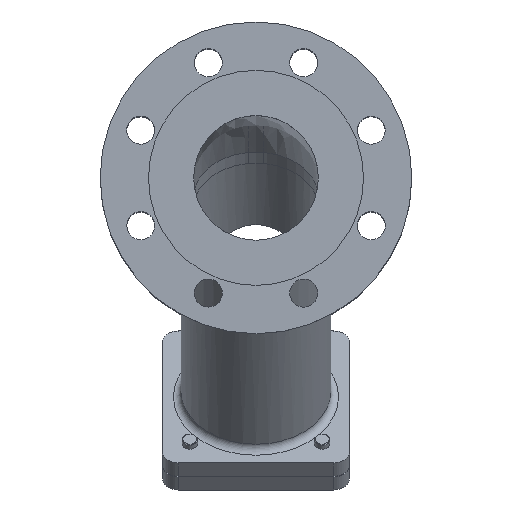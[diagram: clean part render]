
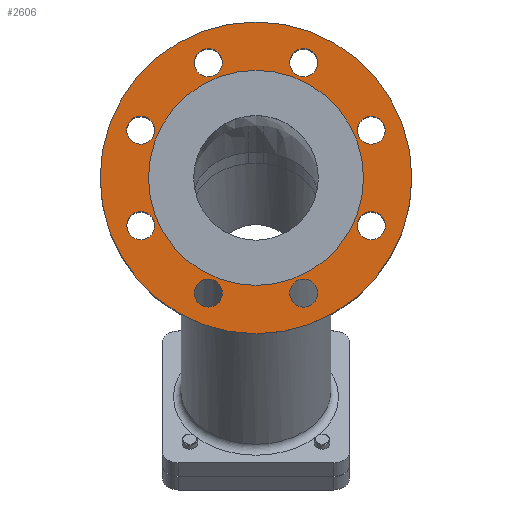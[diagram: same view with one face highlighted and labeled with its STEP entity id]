
A CAD part, top view. The second image highlights one B-rep face of the part: STEP entity #2606.
In plain terms, the highlighted planar face has unit normal (0, 0, 1).
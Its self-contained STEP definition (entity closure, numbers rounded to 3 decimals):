
#95=FACE_BOUND('',#881,.T.);
#96=FACE_BOUND('',#882,.T.);
#97=FACE_BOUND('',#883,.T.);
#98=FACE_BOUND('',#884,.T.);
#99=FACE_BOUND('',#885,.T.);
#100=FACE_BOUND('',#886,.T.);
#101=FACE_BOUND('',#887,.T.);
#102=FACE_BOUND('',#888,.T.);
#103=FACE_BOUND('',#889,.T.);
#586=PLANE('',#2891);
#701=FACE_OUTER_BOUND('',#880,.T.);
#880=EDGE_LOOP('',(#2338,#2339));
#881=EDGE_LOOP('',(#2340,#2341));
#882=EDGE_LOOP('',(#2342,#2343));
#883=EDGE_LOOP('',(#2344,#2345));
#884=EDGE_LOOP('',(#2346,#2347));
#885=EDGE_LOOP('',(#2348,#2349));
#886=EDGE_LOOP('',(#2350,#2351));
#887=EDGE_LOOP('',(#2352,#2353));
#888=EDGE_LOOP('',(#2354,#2355));
#889=EDGE_LOOP('',(#2356,#2357));
#1033=CIRCLE('',#2889,100.);
#1034=CIRCLE('',#2890,100.);
#1035=CIRCLE('',#2892,9.);
#1036=CIRCLE('',#2893,9.);
#1037=CIRCLE('',#2894,9.);
#1038=CIRCLE('',#2895,9.);
#1039=CIRCLE('',#2896,9.);
#1040=CIRCLE('',#2897,9.);
#1041=CIRCLE('',#2898,9.);
#1042=CIRCLE('',#2899,9.);
#1043=CIRCLE('',#2900,9.);
#1044=CIRCLE('',#2901,9.);
#1045=CIRCLE('',#2902,9.);
#1046=CIRCLE('',#2903,9.);
#1047=CIRCLE('',#2904,9.);
#1048=CIRCLE('',#2905,9.);
#1049=CIRCLE('',#2906,9.);
#1050=CIRCLE('',#2907,9.);
#1051=CIRCLE('',#2908,69.);
#1052=CIRCLE('',#2909,69.);
#1301=VERTEX_POINT('',#4549);
#1302=VERTEX_POINT('',#4551);
#1303=VERTEX_POINT('',#4555);
#1304=VERTEX_POINT('',#4556);
#1305=VERTEX_POINT('',#4559);
#1306=VERTEX_POINT('',#4560);
#1307=VERTEX_POINT('',#4563);
#1308=VERTEX_POINT('',#4564);
#1309=VERTEX_POINT('',#4567);
#1310=VERTEX_POINT('',#4568);
#1311=VERTEX_POINT('',#4571);
#1312=VERTEX_POINT('',#4572);
#1313=VERTEX_POINT('',#4575);
#1314=VERTEX_POINT('',#4576);
#1315=VERTEX_POINT('',#4579);
#1316=VERTEX_POINT('',#4580);
#1317=VERTEX_POINT('',#4583);
#1318=VERTEX_POINT('',#4584);
#1319=VERTEX_POINT('',#4587);
#1320=VERTEX_POINT('',#4588);
#1659=EDGE_CURVE('',#1301,#1302,#1033,.T.);
#1660=EDGE_CURVE('',#1302,#1301,#1034,.T.);
#1661=EDGE_CURVE('',#1303,#1304,#1035,.T.);
#1662=EDGE_CURVE('',#1304,#1303,#1036,.T.);
#1663=EDGE_CURVE('',#1305,#1306,#1037,.T.);
#1664=EDGE_CURVE('',#1306,#1305,#1038,.T.);
#1665=EDGE_CURVE('',#1307,#1308,#1039,.T.);
#1666=EDGE_CURVE('',#1308,#1307,#1040,.T.);
#1667=EDGE_CURVE('',#1309,#1310,#1041,.T.);
#1668=EDGE_CURVE('',#1310,#1309,#1042,.T.);
#1669=EDGE_CURVE('',#1311,#1312,#1043,.T.);
#1670=EDGE_CURVE('',#1312,#1311,#1044,.T.);
#1671=EDGE_CURVE('',#1313,#1314,#1045,.T.);
#1672=EDGE_CURVE('',#1314,#1313,#1046,.T.);
#1673=EDGE_CURVE('',#1315,#1316,#1047,.T.);
#1674=EDGE_CURVE('',#1316,#1315,#1048,.T.);
#1675=EDGE_CURVE('',#1317,#1318,#1049,.T.);
#1676=EDGE_CURVE('',#1318,#1317,#1050,.T.);
#1677=EDGE_CURVE('',#1319,#1320,#1051,.T.);
#1678=EDGE_CURVE('',#1320,#1319,#1052,.T.);
#2338=ORIENTED_EDGE('',*,*,#1660,.F.);
#2339=ORIENTED_EDGE('',*,*,#1659,.F.);
#2340=ORIENTED_EDGE('',*,*,#1661,.T.);
#2341=ORIENTED_EDGE('',*,*,#1662,.T.);
#2342=ORIENTED_EDGE('',*,*,#1663,.T.);
#2343=ORIENTED_EDGE('',*,*,#1664,.T.);
#2344=ORIENTED_EDGE('',*,*,#1665,.T.);
#2345=ORIENTED_EDGE('',*,*,#1666,.T.);
#2346=ORIENTED_EDGE('',*,*,#1667,.T.);
#2347=ORIENTED_EDGE('',*,*,#1668,.T.);
#2348=ORIENTED_EDGE('',*,*,#1669,.T.);
#2349=ORIENTED_EDGE('',*,*,#1670,.T.);
#2350=ORIENTED_EDGE('',*,*,#1671,.T.);
#2351=ORIENTED_EDGE('',*,*,#1672,.T.);
#2352=ORIENTED_EDGE('',*,*,#1673,.T.);
#2353=ORIENTED_EDGE('',*,*,#1674,.T.);
#2354=ORIENTED_EDGE('',*,*,#1675,.T.);
#2355=ORIENTED_EDGE('',*,*,#1676,.T.);
#2356=ORIENTED_EDGE('',*,*,#1677,.T.);
#2357=ORIENTED_EDGE('',*,*,#1678,.T.);
#2606=ADVANCED_FACE('',(#701,#95,#96,#97,#98,#99,#100,#101,#102,#103),#586,
 .T.);
#2889=AXIS2_PLACEMENT_3D('',#4552,#3589,#3590);
#2890=AXIS2_PLACEMENT_3D('',#4553,#3591,#3592);
#2891=AXIS2_PLACEMENT_3D('',#4554,#3593,#3594);
#2892=AXIS2_PLACEMENT_3D('',#4557,#3595,#3596);
#2893=AXIS2_PLACEMENT_3D('',#4558,#3597,#3598);
#2894=AXIS2_PLACEMENT_3D('',#4561,#3599,#3600);
#2895=AXIS2_PLACEMENT_3D('',#4562,#3601,#3602);
#2896=AXIS2_PLACEMENT_3D('',#4565,#3603,#3604);
#2897=AXIS2_PLACEMENT_3D('',#4566,#3605,#3606);
#2898=AXIS2_PLACEMENT_3D('',#4569,#3607,#3608);
#2899=AXIS2_PLACEMENT_3D('',#4570,#3609,#3610);
#2900=AXIS2_PLACEMENT_3D('',#4573,#3611,#3612);
#2901=AXIS2_PLACEMENT_3D('',#4574,#3613,#3614);
#2902=AXIS2_PLACEMENT_3D('',#4577,#3615,#3616);
#2903=AXIS2_PLACEMENT_3D('',#4578,#3617,#3618);
#2904=AXIS2_PLACEMENT_3D('',#4581,#3619,#3620);
#2905=AXIS2_PLACEMENT_3D('',#4582,#3621,#3622);
#2906=AXIS2_PLACEMENT_3D('',#4585,#3623,#3624);
#2907=AXIS2_PLACEMENT_3D('',#4586,#3625,#3626);
#2908=AXIS2_PLACEMENT_3D('',#4589,#3627,#3628);
#2909=AXIS2_PLACEMENT_3D('',#4590,#3629,#3630);
#3589=DIRECTION('center_axis',(0.,0.,-1.));
#3590=DIRECTION('ref_axis',(1.,0.,0.));
#3591=DIRECTION('center_axis',(0.,0.,-1.));
#3592=DIRECTION('ref_axis',(1.,0.,0.));
#3593=DIRECTION('center_axis',(0.,0.,1.));
#3594=DIRECTION('ref_axis',(1.,0.,0.));
#3595=DIRECTION('center_axis',(0.,0.,-1.));
#3596=DIRECTION('ref_axis',(0.707,0.707,0.));
#3597=DIRECTION('center_axis',(0.,0.,-1.));
#3598=DIRECTION('ref_axis',(0.707,0.707,0.));
#3599=DIRECTION('center_axis',(0.,0.,-1.));
#3600=DIRECTION('ref_axis',(0.,1.,0.));
#3601=DIRECTION('center_axis',(0.,0.,-1.));
#3602=DIRECTION('ref_axis',(0.,1.,0.));
#3603=DIRECTION('center_axis',(0.,0.,-1.));
#3604=DIRECTION('ref_axis',(-0.707,0.707,0.));
#3605=DIRECTION('center_axis',(0.,0.,-1.));
#3606=DIRECTION('ref_axis',(-0.707,0.707,0.));
#3607=DIRECTION('center_axis',(0.,0.,-1.));
#3608=DIRECTION('ref_axis',(-1.,0.,0.));
#3609=DIRECTION('center_axis',(0.,0.,-1.));
#3610=DIRECTION('ref_axis',(-1.,0.,0.));
#3611=DIRECTION('center_axis',(0.,0.,-1.));
#3612=DIRECTION('ref_axis',(-0.707,-0.707,0.));
#3613=DIRECTION('center_axis',(0.,0.,-1.));
#3614=DIRECTION('ref_axis',(-0.707,-0.707,0.));
#3615=DIRECTION('center_axis',(0.,0.,-1.));
#3616=DIRECTION('ref_axis',(0.,-1.,0.));
#3617=DIRECTION('center_axis',(0.,0.,-1.));
#3618=DIRECTION('ref_axis',(0.,-1.,0.));
#3619=DIRECTION('center_axis',(0.,0.,-1.));
#3620=DIRECTION('ref_axis',(0.707,-0.707,0.));
#3621=DIRECTION('center_axis',(0.,0.,-1.));
#3622=DIRECTION('ref_axis',(0.707,-0.707,0.));
#3623=DIRECTION('center_axis',(0.,0.,-1.));
#3624=DIRECTION('ref_axis',(1.,0.,0.));
#3625=DIRECTION('center_axis',(0.,0.,-1.));
#3626=DIRECTION('ref_axis',(1.,0.,0.));
#3627=DIRECTION('center_axis',(0.,0.,-1.));
#3628=DIRECTION('ref_axis',(1.,0.,0.));
#3629=DIRECTION('center_axis',(0.,0.,-1.));
#3630=DIRECTION('ref_axis',(1.,0.,0.));
#4549=CARTESIAN_POINT('',(0.,-100.,152.));
#4551=CARTESIAN_POINT('',(0.,100.,152.));
#4552=CARTESIAN_POINT('Origin',(0.,0.,152.));
#4553=CARTESIAN_POINT('Origin',(0.,0.,152.));
#4554=CARTESIAN_POINT('Origin',(0.,100.,152.));
#4555=CARTESIAN_POINT('',(-24.251,80.274,152.));
#4556=CARTESIAN_POINT('',(-36.979,67.546,152.));
#4557=CARTESIAN_POINT('Origin',(-30.615,73.91,152.));
#4558=CARTESIAN_POINT('Origin',(-30.615,73.91,152.));
#4559=CARTESIAN_POINT('',(-73.91,39.615,152.));
#4560=CARTESIAN_POINT('',(-73.91,21.615,152.));
#4561=CARTESIAN_POINT('Origin',(-73.91,30.615,152.));
#4562=CARTESIAN_POINT('Origin',(-73.91,30.615,152.));
#4563=CARTESIAN_POINT('',(-80.274,-24.251,152.));
#4564=CARTESIAN_POINT('',(-67.546,-36.979,152.));
#4565=CARTESIAN_POINT('Origin',(-73.91,-30.615,152.));
#4566=CARTESIAN_POINT('Origin',(-73.91,-30.615,152.));
#4567=CARTESIAN_POINT('',(-39.615,-73.91,152.));
#4568=CARTESIAN_POINT('',(-21.615,-73.91,152.));
#4569=CARTESIAN_POINT('Origin',(-30.615,-73.91,152.));
#4570=CARTESIAN_POINT('Origin',(-30.615,-73.91,152.));
#4571=CARTESIAN_POINT('',(24.251,-80.274,152.));
#4572=CARTESIAN_POINT('',(36.979,-67.546,152.));
#4573=CARTESIAN_POINT('Origin',(30.615,-73.91,152.));
#4574=CARTESIAN_POINT('Origin',(30.615,-73.91,152.));
#4575=CARTESIAN_POINT('',(73.91,-39.615,152.));
#4576=CARTESIAN_POINT('',(73.91,-21.615,152.));
#4577=CARTESIAN_POINT('Origin',(73.91,-30.615,152.));
#4578=CARTESIAN_POINT('Origin',(73.91,-30.615,152.));
#4579=CARTESIAN_POINT('',(80.274,24.251,152.));
#4580=CARTESIAN_POINT('',(67.546,36.979,152.));
#4581=CARTESIAN_POINT('Origin',(73.91,30.615,152.));
#4582=CARTESIAN_POINT('Origin',(73.91,30.615,152.));
#4583=CARTESIAN_POINT('',(39.615,73.91,152.));
#4584=CARTESIAN_POINT('',(21.615,73.91,152.));
#4585=CARTESIAN_POINT('Origin',(30.615,73.91,152.));
#4586=CARTESIAN_POINT('Origin',(30.615,73.91,152.));
#4587=CARTESIAN_POINT('',(0.,69.,152.));
#4588=CARTESIAN_POINT('',(0.,-69.,152.));
#4589=CARTESIAN_POINT('Origin',(0.,0.,152.));
#4590=CARTESIAN_POINT('Origin',(0.,0.,152.));
